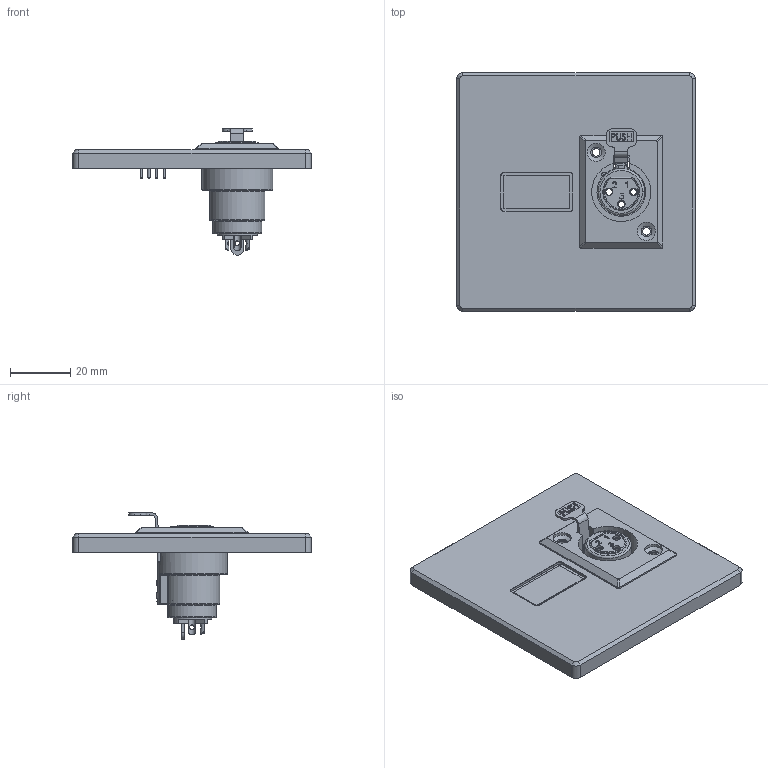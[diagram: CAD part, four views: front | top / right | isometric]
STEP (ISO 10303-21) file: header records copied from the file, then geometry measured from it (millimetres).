
FILE_DESCRIPTION(/* description */ (''),/* implementation_level */ '2;1');
FILE_NAME(/* name */ 'Wall Socket v3.step',/* time_stamp */ '2016-05-19T14:23:35+02:00',/* author */ (''),/* organization */ (''),/* preprocessor_version */ 'ST-DEVELOPER v16.5',/* originating_system */ 'Autodesk Translation Framework v5.0.0.3310',/* authorisation */ '');
FILE_SCHEMA (('AUTOMOTIVE_DESIGN { 1 0 10303 214 3 1 1 }'));
Length unit declared in the file: centimetre
Products named in the file (4): Wall Socket v3; XLR Socket Female Neutrik NC3 v2; OLED Display Module 0.96" i2c v2; Face Plate
Assembly tree (3 placements, depth 2):
  Wall Socket v3
    XLR Socket Female Neutrik NC3 v2
    OLED Display Module 0.96" i2c v2
    Face Plate
Bounding box: 79 x 79 x 41.85 mm (x, y, z)
Volume: 41709.1 mm3; surface area: 25282.5 mm2
Topology: 11 solids, 11 shells, 539 faces, 1430 edges, 923 vertices
Faces by surface type: plane 271, cylinder 133, bspline 82, torus 28, cone 23, sphere 2
Full cylindrical faces by diameter (mm): 0.8 x8, 1.5 x3, 2 x4, 2.1 x3, 2.5 x3, 2.529 x2, 3.2 x1, 3.5 x3, 4.3 x1, 6 x2, 13.3 x2, 15.4 x1, 23.4 x1
Entity records: 21942 total; most frequent: CARTESIAN_POINT 8720, ORIENTED_EDGE 2742, DIRECTION 2453, EDGE_CURVE 1371, VERTEX_POINT 914, LINE 827, VECTOR 827, AXIS2_PLACEMENT_3D 813
